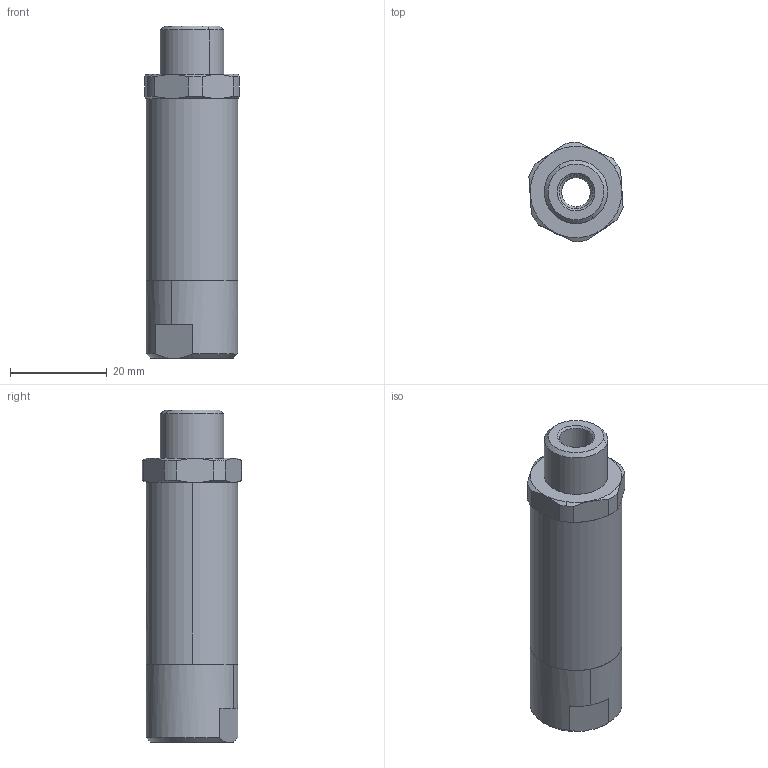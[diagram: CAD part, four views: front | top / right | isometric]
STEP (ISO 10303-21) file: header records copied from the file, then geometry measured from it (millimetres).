
FILE_DESCRIPTION (( 'STEP AP214' ), '1' );
FILE_NAME ('1711302 toolreg inline regler 232 f 0240 1-4 zoll 4 bar.STEP', '2015-03-23T14:19:44', ( 'W8' ), ( '' ), 'SwSTEP 2.0', 'SolidWorks 2014', '' );
FILE_SCHEMA (( 'AUTOMOTIVE_DESIGN' ));
Length unit declared in the file: millimetre
Products named in the file (4): 1711244 Toolreg Nippel 232 A 526   1-4_01; 1711242 Deckel Eingang neu_01; 1711241 Geh§use; 1711302 toolreg inline regler 232 f 0240 1-4 zoll 4 bar
Assembly tree (3 placements, depth 2):
  1711302 toolreg inline regler 232 f 0240 1-4 zoll 4 bar
    1711241 Geh§use
    1711242 Deckel Eingang neu_01
    1711244 Toolreg Nippel 232 A 526   1-4_01
Bounding box: 19.47 x 20.5 x 68.6 mm (x, y, z)
Volume: 10662.3 mm3; surface area: 9091.8 mm2
Topology: 3 solids, 3 shells, 111 faces, 250 edges, 154 vertices
Faces by surface type: cylinder 46, cone 32, plane 25, torus 8
Entity records: 4615 total; most frequent: CARTESIAN_POINT 671, DIRECTION 600, ORIENTED_EDGE 500, AXIS2_PLACEMENT_3D 255, EDGE_CURVE 250, VERTEX_POINT 154, CIRCLE 138, EDGE_LOOP 128
